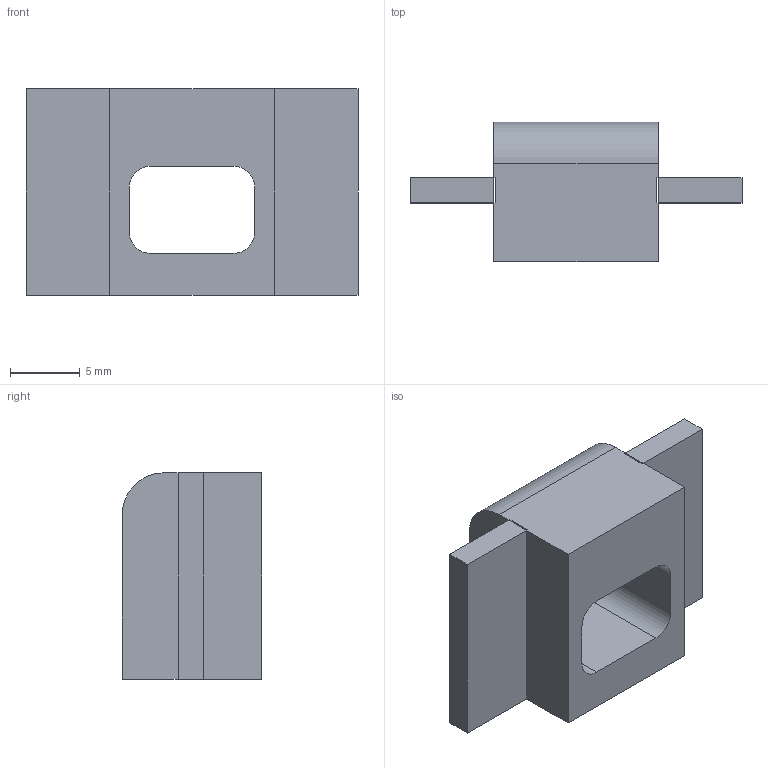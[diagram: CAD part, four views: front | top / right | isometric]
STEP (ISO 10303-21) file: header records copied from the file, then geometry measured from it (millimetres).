
FILE_DESCRIPTION(/* description */ (''),/* implementation_level */ '2;1');
FILE_NAME(/* name */ 'USB.step',/* time_stamp */ '2026-01-27T15:57:58Z',/* author */ (''),/* organization */ (''),/* preprocessor_version */ 'ST-DEVELOPER v20.1',/* originating_system */ 'Autodesk Translation Framework v14.21.0.0',/* authorisation */ '');
FILE_SCHEMA (('AUTOMOTIVE_DESIGN { 1 0 10303 214 3 1 1 }'));
Length unit declared in the file: millimetre
Products named in the file (2): USB; CASE & USBC v3
Assembly tree (1 placements, depth 2):
  USB
    CASE & USBC v3
Bounding box: 23.8 x 10 x 14.8 mm (x, y, z)
Volume: 1496.8 mm3; surface area: 1542.9 mm2
Topology: 3 solids, 3 shells, 35 faces, 87 edges, 58 vertices
Faces by surface type: plane 30, cylinder 5
Entity records: 1086 total; most frequent: CARTESIAN_POINT 183, ORIENTED_EDGE 174, DIRECTION 173, EDGE_CURVE 87, LINE 77, VECTOR 77, VERTEX_POINT 58, AXIS2_PLACEMENT_3D 48
